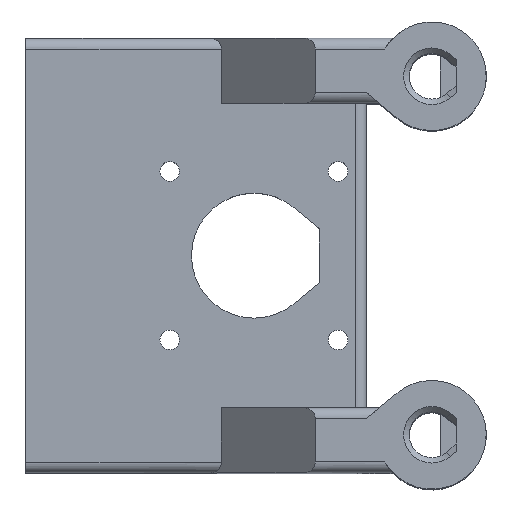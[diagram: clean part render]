
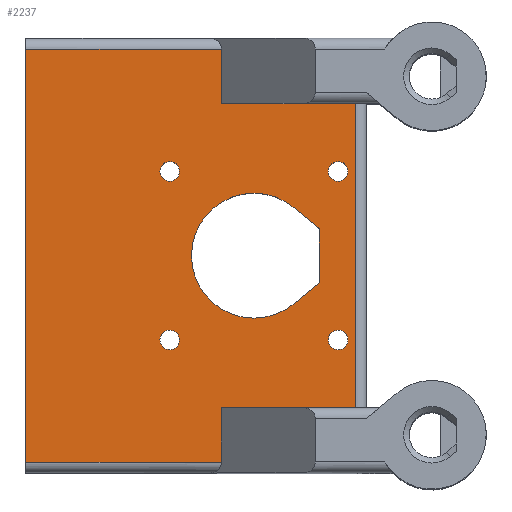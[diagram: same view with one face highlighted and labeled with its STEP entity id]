
A CAD part, top view. The second image highlights one B-rep face of the part: STEP entity #2237.
In plain terms, the highlighted planar face has unit normal (0, 0, 1).
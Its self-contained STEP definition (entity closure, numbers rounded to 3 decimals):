
#2100=AXIS2_PLACEMENT_3D('Plane Axis2P3D',#2097,#2098,#2099) ;
#2156=AXIS2_PLACEMENT_3D('Circle Axis2P3D',#2154,#2155,$) ;
#2167=AXIS2_PLACEMENT_3D('Circle Axis2P3D',#2165,#2166,$) ;
#2176=AXIS2_PLACEMENT_3D('Circle Axis2P3D',#2174,#2175,$) ;
#2185=AXIS2_PLACEMENT_3D('Circle Axis2P3D',#2183,#2184,$) ;
#2194=AXIS2_PLACEMENT_3D('Circle Axis2P3D',#2192,#2193,$) ;
#2203=AXIS2_PLACEMENT_3D('Circle Axis2P3D',#2201,#2202,$) ;
#2212=AXIS2_PLACEMENT_3D('Circle Axis2P3D',#2210,#2211,$) ;
#2221=AXIS2_PLACEMENT_3D('Circle Axis2P3D',#2219,#2220,$) ;
#2230=AXIS2_PLACEMENT_3D('Circle Axis2P3D',#2228,#2229,$) ;
#760=CARTESIAN_POINT('Line Origine',(36.375,-28.,64.75)) ;
#764=CARTESIAN_POINT('Vertex',(24.,-28.,64.75)) ;
#766=CARTESIAN_POINT('Vertex',(48.75,-28.,64.75)) ;
#817=CARTESIAN_POINT('Line Origine',(24.,-33.,64.75)) ;
#821=CARTESIAN_POINT('Vertex',(24.,-38.,64.75)) ;
#1372=CARTESIAN_POINT('Vertex',(-12.,-38.,64.75)) ;
#1375=CARTESIAN_POINT('Line Origine',(-12.,0.,64.75)) ;
#1379=CARTESIAN_POINT('Vertex',(-12.,38.,64.75)) ;
#1488=CARTESIAN_POINT('Line Origine',(21.804,-38.,64.75)) ;
#1994=CARTESIAN_POINT('Vertex',(48.75,28.,64.75)) ;
#1997=CARTESIAN_POINT('Line Origine',(48.75,0.,64.75)) ;
#2097=CARTESIAN_POINT('Axis2P3D Location',(-12.,0.,64.75)) ;
#2102=CARTESIAN_POINT('Line Origine',(36.375,28.,64.75)) ;
#2106=CARTESIAN_POINT('Vertex',(24.,28.,64.75)) ;
#2109=CARTESIAN_POINT('Line Origine',(24.,33.,64.75)) ;
#2113=CARTESIAN_POINT('Vertex',(24.,38.,64.75)) ;
#2116=CARTESIAN_POINT('Line Origine',(6.,38.,64.75)) ;
#2131=CARTESIAN_POINT('Line Origine',(39.696,6.876,64.75)) ;
#2135=CARTESIAN_POINT('Vertex',(42.,4.943,64.75)) ;
#2137=CARTESIAN_POINT('Vertex',(37.392,8.81,64.75)) ;
#2140=CARTESIAN_POINT('Line Origine',(42.,0.,64.75)) ;
#2144=CARTESIAN_POINT('Vertex',(42.,-4.943,64.75)) ;
#2147=CARTESIAN_POINT('Line Origine',(39.696,-6.876,64.75)) ;
#2151=CARTESIAN_POINT('Vertex',(37.392,-8.81,64.75)) ;
#2154=CARTESIAN_POINT('Axis2P3D Location',(30.,0.,64.75)) ;
#2165=CARTESIAN_POINT('Axis2P3D Location',(14.5,15.5,64.75)) ;
#2169=CARTESIAN_POINT('Vertex',(16.3,15.5,64.75)) ;
#2171=CARTESIAN_POINT('Vertex',(12.7,15.5,64.75)) ;
#2174=CARTESIAN_POINT('Axis2P3D Location',(14.5,15.5,64.75)) ;
#2183=CARTESIAN_POINT('Axis2P3D Location',(45.5,-15.5,64.75)) ;
#2187=CARTESIAN_POINT('Vertex',(47.3,-15.5,64.75)) ;
#2189=CARTESIAN_POINT('Vertex',(43.7,-15.5,64.75)) ;
#2192=CARTESIAN_POINT('Axis2P3D Location',(45.5,-15.5,64.75)) ;
#2201=CARTESIAN_POINT('Axis2P3D Location',(14.5,-15.5,64.75)) ;
#2205=CARTESIAN_POINT('Vertex',(16.3,-15.5,64.75)) ;
#2207=CARTESIAN_POINT('Vertex',(12.7,-15.5,64.75)) ;
#2210=CARTESIAN_POINT('Axis2P3D Location',(14.5,-15.5,64.75)) ;
#2219=CARTESIAN_POINT('Axis2P3D Location',(45.5,15.5,64.75)) ;
#2223=CARTESIAN_POINT('Vertex',(43.7,15.5,64.75)) ;
#2225=CARTESIAN_POINT('Vertex',(47.3,15.5,64.75)) ;
#2228=CARTESIAN_POINT('Axis2P3D Location',(45.5,15.5,64.75)) ;
#761=DIRECTION('Vector Direction',(-1.,0.,0.)) ;
#818=DIRECTION('Vector Direction',(0.,1.,0.)) ;
#1376=DIRECTION('Vector Direction',(0.,1.,0.)) ;
#1489=DIRECTION('Vector Direction',(1.,0.,0.)) ;
#1998=DIRECTION('Vector Direction',(0.,1.,0.)) ;
#2098=DIRECTION('Axis2P3D Direction',(-0.,0.,1.)) ;
#2099=DIRECTION('Axis2P3D XDirection',(1.,-0.,0.)) ;
#2103=DIRECTION('Vector Direction',(1.,0.,0.)) ;
#2110=DIRECTION('Vector Direction',(0.,1.,0.)) ;
#2117=DIRECTION('Vector Direction',(1.,0.,0.)) ;
#2132=DIRECTION('Vector Direction',(0.766,-0.643,0.)) ;
#2141=DIRECTION('Vector Direction',(0.,-1.,0.)) ;
#2148=DIRECTION('Vector Direction',(-0.766,-0.643,0.)) ;
#2155=DIRECTION('Axis2P3D Direction',(-0.,0.,1.)) ;
#2166=DIRECTION('Axis2P3D Direction',(-0.,0.,1.)) ;
#2175=DIRECTION('Axis2P3D Direction',(-0.,0.,1.)) ;
#2184=DIRECTION('Axis2P3D Direction',(-0.,0.,1.)) ;
#2193=DIRECTION('Axis2P3D Direction',(-0.,0.,1.)) ;
#2202=DIRECTION('Axis2P3D Direction',(-0.,0.,1.)) ;
#2211=DIRECTION('Axis2P3D Direction',(-0.,0.,1.)) ;
#2220=DIRECTION('Axis2P3D Direction',(-0.,0.,1.)) ;
#2229=DIRECTION('Axis2P3D Direction',(-0.,0.,1.)) ;
#762=VECTOR('Line Direction',#761,1.) ;
#819=VECTOR('Line Direction',#818,1.) ;
#1377=VECTOR('Line Direction',#1376,1.) ;
#1490=VECTOR('Line Direction',#1489,1.) ;
#1999=VECTOR('Line Direction',#1998,1.) ;
#2104=VECTOR('Line Direction',#2103,1.) ;
#2111=VECTOR('Line Direction',#2110,1.) ;
#2118=VECTOR('Line Direction',#2117,1.) ;
#2133=VECTOR('Line Direction',#2132,1.) ;
#2142=VECTOR('Line Direction',#2141,1.) ;
#2149=VECTOR('Line Direction',#2148,1.) ;
#2122=ORIENTED_EDGE('',*,*,#2108,.T.) ;
#2123=ORIENTED_EDGE('',*,*,#2115,.T.) ;
#2124=ORIENTED_EDGE('',*,*,#2120,.F.) ;
#2125=ORIENTED_EDGE('',*,*,#1381,.F.) ;
#2126=ORIENTED_EDGE('',*,*,#1492,.T.) ;
#2127=ORIENTED_EDGE('',*,*,#823,.T.) ;
#2128=ORIENTED_EDGE('',*,*,#768,.T.) ;
#2129=ORIENTED_EDGE('',*,*,#2001,.T.) ;
#2160=ORIENTED_EDGE('',*,*,#2139,.F.) ;
#2161=ORIENTED_EDGE('',*,*,#2146,.F.) ;
#2162=ORIENTED_EDGE('',*,*,#2153,.F.) ;
#2163=ORIENTED_EDGE('',*,*,#2158,.F.) ;
#2180=ORIENTED_EDGE('',*,*,#2173,.F.) ;
#2181=ORIENTED_EDGE('',*,*,#2178,.F.) ;
#2198=ORIENTED_EDGE('',*,*,#2191,.F.) ;
#2199=ORIENTED_EDGE('',*,*,#2196,.F.) ;
#2216=ORIENTED_EDGE('',*,*,#2209,.F.) ;
#2217=ORIENTED_EDGE('',*,*,#2214,.F.) ;
#2234=ORIENTED_EDGE('',*,*,#2227,.F.) ;
#2235=ORIENTED_EDGE('',*,*,#2232,.F.) ;
#2164=FACE_BOUND('',#2159,.T.) ;
#2182=FACE_BOUND('',#2179,.T.) ;
#2200=FACE_BOUND('',#2197,.T.) ;
#2218=FACE_BOUND('',#2215,.T.) ;
#2236=FACE_BOUND('',#2233,.T.) ;
#2237=ADVANCED_FACE('PartBody',(#2130,#2164,#2182,#2200,#2218,#2236),#2101,.T.) ;
#2157=CIRCLE('generated circle',#2156,11.5) ;
#2168=CIRCLE('generated circle',#2167,1.8) ;
#2177=CIRCLE('generated circle',#2176,1.8) ;
#2186=CIRCLE('generated circle',#2185,1.8) ;
#2195=CIRCLE('generated circle',#2194,1.8) ;
#2204=CIRCLE('generated circle',#2203,1.8) ;
#2213=CIRCLE('generated circle',#2212,1.8) ;
#2222=CIRCLE('generated circle',#2221,1.8) ;
#2231=CIRCLE('generated circle',#2230,1.8) ;
#768=EDGE_CURVE('',#765,#767,#763,.F.) ;
#823=EDGE_CURVE('',#822,#765,#820,.T.) ;
#1381=EDGE_CURVE('',#1373,#1380,#1378,.T.) ;
#1492=EDGE_CURVE('',#1373,#822,#1491,.T.) ;
#2001=EDGE_CURVE('',#767,#1995,#2000,.T.) ;
#2108=EDGE_CURVE('',#1995,#2107,#2105,.F.) ;
#2115=EDGE_CURVE('',#2107,#2114,#2112,.T.) ;
#2120=EDGE_CURVE('',#1380,#2114,#2119,.T.) ;
#2139=EDGE_CURVE('',#2136,#2138,#2134,.F.) ;
#2146=EDGE_CURVE('',#2145,#2136,#2143,.F.) ;
#2153=EDGE_CURVE('',#2152,#2145,#2150,.F.) ;
#2158=EDGE_CURVE('',#2138,#2152,#2157,.T.) ;
#2173=EDGE_CURVE('',#2170,#2172,#2168,.T.) ;
#2178=EDGE_CURVE('',#2172,#2170,#2177,.T.) ;
#2191=EDGE_CURVE('',#2188,#2190,#2186,.T.) ;
#2196=EDGE_CURVE('',#2190,#2188,#2195,.T.) ;
#2209=EDGE_CURVE('',#2206,#2208,#2204,.T.) ;
#2214=EDGE_CURVE('',#2208,#2206,#2213,.T.) ;
#2227=EDGE_CURVE('',#2224,#2226,#2222,.T.) ;
#2232=EDGE_CURVE('',#2226,#2224,#2231,.T.) ;
#2121=EDGE_LOOP('',(#2122,#2123,#2124,#2125,#2126,#2127,#2128,#2129)) ;
#2159=EDGE_LOOP('',(#2160,#2161,#2162,#2163)) ;
#2179=EDGE_LOOP('',(#2180,#2181)) ;
#2197=EDGE_LOOP('',(#2198,#2199)) ;
#2215=EDGE_LOOP('',(#2216,#2217)) ;
#2233=EDGE_LOOP('',(#2234,#2235)) ;
#2130=FACE_OUTER_BOUND('',#2121,.T.) ;
#763=LINE('Line',#760,#762) ;
#820=LINE('Line',#817,#819) ;
#1378=LINE('Line',#1375,#1377) ;
#1491=LINE('Line',#1488,#1490) ;
#2000=LINE('Line',#1997,#1999) ;
#2105=LINE('Line',#2102,#2104) ;
#2112=LINE('Line',#2109,#2111) ;
#2119=LINE('Line',#2116,#2118) ;
#2134=LINE('Line',#2131,#2133) ;
#2143=LINE('Line',#2140,#2142) ;
#2150=LINE('Line',#2147,#2149) ;
#2101=PLANE('',#2100) ;
#765=VERTEX_POINT('',#764) ;
#767=VERTEX_POINT('',#766) ;
#822=VERTEX_POINT('',#821) ;
#1373=VERTEX_POINT('',#1372) ;
#1380=VERTEX_POINT('',#1379) ;
#1995=VERTEX_POINT('',#1994) ;
#2107=VERTEX_POINT('',#2106) ;
#2114=VERTEX_POINT('',#2113) ;
#2136=VERTEX_POINT('',#2135) ;
#2138=VERTEX_POINT('',#2137) ;
#2145=VERTEX_POINT('',#2144) ;
#2152=VERTEX_POINT('',#2151) ;
#2170=VERTEX_POINT('',#2169) ;
#2172=VERTEX_POINT('',#2171) ;
#2188=VERTEX_POINT('',#2187) ;
#2190=VERTEX_POINT('',#2189) ;
#2206=VERTEX_POINT('',#2205) ;
#2208=VERTEX_POINT('',#2207) ;
#2224=VERTEX_POINT('',#2223) ;
#2226=VERTEX_POINT('',#2225) ;
